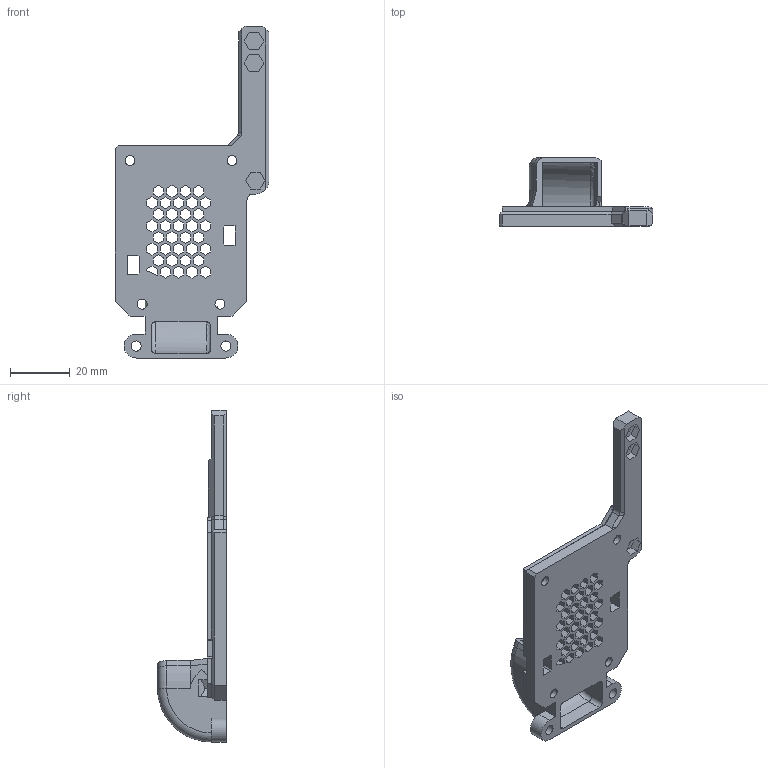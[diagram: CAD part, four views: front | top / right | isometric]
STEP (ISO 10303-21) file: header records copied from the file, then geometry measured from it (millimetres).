
FILE_DESCRIPTION(/* description */ (''),/* implementation_level */ '2;1');
FILE_NAME(/* name */ 'EVA corexy_back_vzbot_Offset-Cable-Holderwithout_tensioner v2.step',/* time_stamp */ '2022-11-27T15:18:59Z',/* author */ (''),/* organization */ (''),/* preprocessor_version */ 'ST-DEVELOPER v19.2',/* originating_system */ 'Autodesk Translation Framework v11.17.0.187',/* authorisation */ '');
FILE_SCHEMA (('AUTOMOTIVE_DESIGN { 1 0 10303 214 3 1 1 }'));
Length unit declared in the file: millimetre
Products named in the file (3): EVA corexy_back_vzbot_Offset-Cable-Holderwithout_tensioner; [Back] CoreXY <1>; back_corexy
Assembly tree (2 placements, depth 3):
  EVA corexy_back_vzbot_Offset-Cable-Holderwithout_tensioner
    [Back] CoreXY <1>
      back_corexy
Bounding box: 51.43 x 23 x 111 mm (x, y, z)
Volume: 18090.6 mm3; surface area: 13742.7 mm2
Topology: 1 solids, 1 shells, 413 faces, 1181 edges, 773 vertices
Faces by surface type: plane 358, cylinder 31, bspline 15, torus 5, cone 4
Full cylindrical faces by diameter (mm): 3 x3, 3.3 x4, 3.4 x2
Entity records: 14192 total; most frequent: CARTESIAN_POINT 3198, ORIENTED_EDGE 2358, DIRECTION 2051, EDGE_CURVE 1179, LINE 1061, VECTOR 1061, VERTEX_POINT 773, EDGE_LOOP 508
